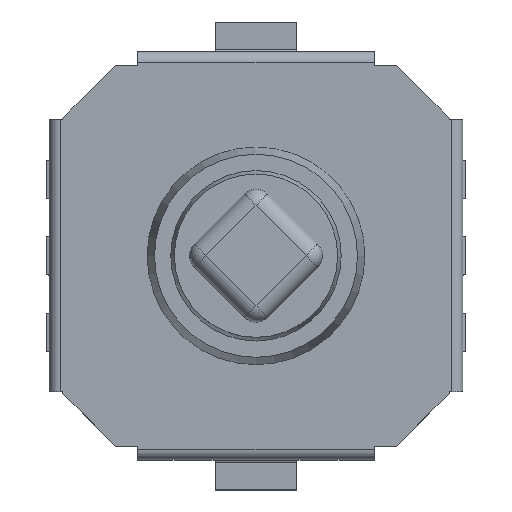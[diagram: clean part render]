
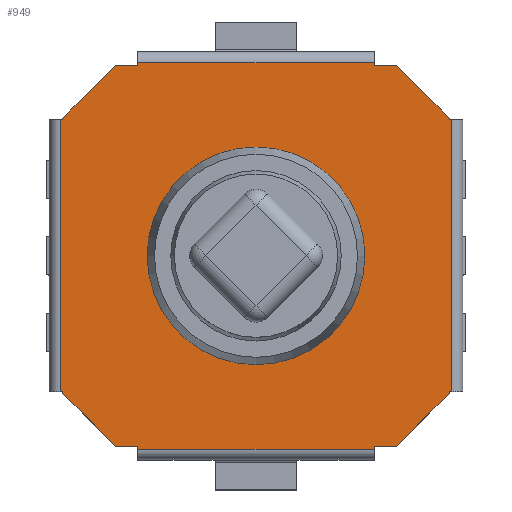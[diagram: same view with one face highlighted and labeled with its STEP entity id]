
A CAD part, top view. The second image highlights one B-rep face of the part: STEP entity #949.
In plain terms, the highlighted planar face has unit normal (0, 0, 1).
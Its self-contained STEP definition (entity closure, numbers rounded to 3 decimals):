
#409 = VERTEX_POINT('',#410);
#410 = CARTESIAN_POINT('',(2.175,3.5,1.9));
#416 = EDGE_CURVE('',#409,#417,#419,.T.);
#417 = VERTEX_POINT('',#418);
#418 = CARTESIAN_POINT('',(2.175,3.55,1.9));
#419 = LINE('',#420,#421);
#420 = CARTESIAN_POINT('',(2.175,3.5,1.9));
#421 = VECTOR('',#422,1.);
#422 = DIRECTION('',(0.,1.,0.));
#466 = EDGE_CURVE('',#417,#467,#469,.T.);
#467 = VERTEX_POINT('',#468);
#468 = CARTESIAN_POINT('',(-2.175,3.55,1.9));
#469 = LINE('',#470,#471);
#470 = CARTESIAN_POINT('',(2.175,3.55,1.9));
#471 = VECTOR('',#472,1.);
#472 = DIRECTION('',(-1.,0.,0.));
#501 = EDGE_CURVE('',#467,#502,#504,.T.);
#502 = VERTEX_POINT('',#503);
#503 = CARTESIAN_POINT('',(-2.175,3.5,1.9));
#504 = LINE('',#505,#506);
#505 = CARTESIAN_POINT('',(-2.175,3.75,1.9));
#506 = VECTOR('',#507,1.);
#507 = DIRECTION('',(0.,-1.,0.));
#931 = VERTEX_POINT('',#932);
#932 = CARTESIAN_POINT('',(2.581,3.5,1.9));
#938 = EDGE_CURVE('',#931,#409,#939,.T.);
#939 = LINE('',#940,#941);
#940 = CARTESIAN_POINT('',(2.581,3.5,1.9));
#941 = VECTOR('',#942,1.);
#942 = DIRECTION('',(-1.,0.,0.));
#949 = ADVANCED_FACE('',(#950,#1114),#1125,.T.);
#950 = FACE_BOUND('',#951,.T.);
#951 = EDGE_LOOP('',(#952,#962,#970,#978,#986,#994,#1002,#1010,#1018,
    #1026,#1034,#1042,#1050,#1058,#1066,#1074,#1082,#1088,#1089,#1090,
    #1091,#1092,#1100,#1108));
#952 = ORIENTED_EDGE('',*,*,#953,.T.);
#953 = EDGE_CURVE('',#954,#956,#958,.T.);
#954 = VERTEX_POINT('',#955);
#955 = CARTESIAN_POINT('',(-3.55,2.5,1.9));
#956 = VERTEX_POINT('',#957);
#957 = CARTESIAN_POINT('',(-3.6,2.5,1.9));
#958 = LINE('',#959,#960);
#959 = CARTESIAN_POINT('',(-3.55,2.5,1.9));
#960 = VECTOR('',#961,1.);
#961 = DIRECTION('',(-1.,0.,0.));
#962 = ORIENTED_EDGE('',*,*,#963,.T.);
#963 = EDGE_CURVE('',#956,#964,#966,.T.);
#964 = VERTEX_POINT('',#965);
#965 = CARTESIAN_POINT('',(-3.6,-2.5,1.9));
#966 = LINE('',#967,#968);
#967 = CARTESIAN_POINT('',(-3.6,2.5,1.9));
#968 = VECTOR('',#969,1.);
#969 = DIRECTION('',(0.,-1.,0.));
#970 = ORIENTED_EDGE('',*,*,#971,.T.);
#971 = EDGE_CURVE('',#964,#972,#974,.T.);
#972 = VERTEX_POINT('',#973);
#973 = CARTESIAN_POINT('',(-3.55,-2.5,1.9));
#974 = LINE('',#975,#976);
#975 = CARTESIAN_POINT('',(-3.8,-2.5,1.9));
#976 = VECTOR('',#977,1.);
#977 = DIRECTION('',(1.,0.,0.));
#978 = ORIENTED_EDGE('',*,*,#979,.T.);
#979 = EDGE_CURVE('',#972,#980,#982,.T.);
#980 = VERTEX_POINT('',#981);
#981 = CARTESIAN_POINT('',(-3.55,-2.531,1.9));
#982 = LINE('',#983,#984);
#983 = CARTESIAN_POINT('',(-3.55,-2.5,1.9));
#984 = VECTOR('',#985,1.);
#985 = DIRECTION('',(0.,-1.,0.));
#986 = ORIENTED_EDGE('',*,*,#987,.T.);
#987 = EDGE_CURVE('',#980,#988,#990,.T.);
#988 = VERTEX_POINT('',#989);
#989 = CARTESIAN_POINT('',(-2.581,-3.5,1.9));
#990 = LINE('',#991,#992);
#991 = CARTESIAN_POINT('',(-3.55,-2.531,1.9));
#992 = VECTOR('',#993,1.);
#993 = DIRECTION('',(0.707,-0.707,0.));
#994 = ORIENTED_EDGE('',*,*,#995,.T.);
#995 = EDGE_CURVE('',#988,#996,#998,.T.);
#996 = VERTEX_POINT('',#997);
#997 = CARTESIAN_POINT('',(-2.175,-3.5,1.9));
#998 = LINE('',#999,#1000);
#999 = CARTESIAN_POINT('',(-2.581,-3.5,1.9));
#1000 = VECTOR('',#1001,1.);
#1001 = DIRECTION('',(1.,0.,0.));
#1002 = ORIENTED_EDGE('',*,*,#1003,.T.);
#1003 = EDGE_CURVE('',#996,#1004,#1006,.T.);
#1004 = VERTEX_POINT('',#1005);
#1005 = CARTESIAN_POINT('',(-2.175,-3.55,1.9));
#1006 = LINE('',#1007,#1008);
#1007 = CARTESIAN_POINT('',(-2.175,-3.5,1.9));
#1008 = VECTOR('',#1009,1.);
#1009 = DIRECTION('',(0.,-1.,0.));
#1010 = ORIENTED_EDGE('',*,*,#1011,.T.);
#1011 = EDGE_CURVE('',#1004,#1012,#1014,.T.);
#1012 = VERTEX_POINT('',#1013);
#1013 = CARTESIAN_POINT('',(2.175,-3.55,1.9));
#1014 = LINE('',#1015,#1016);
#1015 = CARTESIAN_POINT('',(-2.175,-3.55,1.9));
#1016 = VECTOR('',#1017,1.);
#1017 = DIRECTION('',(1.,0.,0.));
#1018 = ORIENTED_EDGE('',*,*,#1019,.T.);
#1019 = EDGE_CURVE('',#1012,#1020,#1022,.T.);
#1020 = VERTEX_POINT('',#1021);
#1021 = CARTESIAN_POINT('',(2.175,-3.5,1.9));
#1022 = LINE('',#1023,#1024);
#1023 = CARTESIAN_POINT('',(2.175,-3.75,1.9));
#1024 = VECTOR('',#1025,1.);
#1025 = DIRECTION('',(0.,1.,0.));
#1026 = ORIENTED_EDGE('',*,*,#1027,.T.);
#1027 = EDGE_CURVE('',#1020,#1028,#1030,.T.);
#1028 = VERTEX_POINT('',#1029);
#1029 = CARTESIAN_POINT('',(2.581,-3.5,1.9));
#1030 = LINE('',#1031,#1032);
#1031 = CARTESIAN_POINT('',(2.175,-3.5,1.9));
#1032 = VECTOR('',#1033,1.);
#1033 = DIRECTION('',(1.,0.,0.));
#1034 = ORIENTED_EDGE('',*,*,#1035,.T.);
#1035 = EDGE_CURVE('',#1028,#1036,#1038,.T.);
#1036 = VERTEX_POINT('',#1037);
#1037 = CARTESIAN_POINT('',(3.55,-2.531,1.9));
#1038 = LINE('',#1039,#1040);
#1039 = CARTESIAN_POINT('',(2.581,-3.5,1.9));
#1040 = VECTOR('',#1041,1.);
#1041 = DIRECTION('',(0.707,0.707,0.));
#1042 = ORIENTED_EDGE('',*,*,#1043,.T.);
#1043 = EDGE_CURVE('',#1036,#1044,#1046,.T.);
#1044 = VERTEX_POINT('',#1045);
#1045 = CARTESIAN_POINT('',(3.55,-2.5,1.9));
#1046 = LINE('',#1047,#1048);
#1047 = CARTESIAN_POINT('',(3.55,-2.531,1.9));
#1048 = VECTOR('',#1049,1.);
#1049 = DIRECTION('',(0.,1.,0.));
#1050 = ORIENTED_EDGE('',*,*,#1051,.T.);
#1051 = EDGE_CURVE('',#1044,#1052,#1054,.T.);
#1052 = VERTEX_POINT('',#1053);
#1053 = CARTESIAN_POINT('',(3.6,-2.5,1.9));
#1054 = LINE('',#1055,#1056);
#1055 = CARTESIAN_POINT('',(3.55,-2.5,1.9));
#1056 = VECTOR('',#1057,1.);
#1057 = DIRECTION('',(1.,0.,0.));
#1058 = ORIENTED_EDGE('',*,*,#1059,.T.);
#1059 = EDGE_CURVE('',#1052,#1060,#1062,.T.);
#1060 = VERTEX_POINT('',#1061);
#1061 = CARTESIAN_POINT('',(3.6,2.5,1.9));
#1062 = LINE('',#1063,#1064);
#1063 = CARTESIAN_POINT('',(3.6,-2.5,1.9));
#1064 = VECTOR('',#1065,1.);
#1065 = DIRECTION('',(0.,1.,0.));
#1066 = ORIENTED_EDGE('',*,*,#1067,.T.);
#1067 = EDGE_CURVE('',#1060,#1068,#1070,.T.);
#1068 = VERTEX_POINT('',#1069);
#1069 = CARTESIAN_POINT('',(3.55,2.5,1.9));
#1070 = LINE('',#1071,#1072);
#1071 = CARTESIAN_POINT('',(3.8,2.5,1.9));
#1072 = VECTOR('',#1073,1.);
#1073 = DIRECTION('',(-1.,0.,0.));
#1074 = ORIENTED_EDGE('',*,*,#1075,.T.);
#1075 = EDGE_CURVE('',#1068,#1076,#1078,.T.);
#1076 = VERTEX_POINT('',#1077);
#1077 = CARTESIAN_POINT('',(3.55,2.531,1.9));
#1078 = LINE('',#1079,#1080);
#1079 = CARTESIAN_POINT('',(3.55,2.5,1.9));
#1080 = VECTOR('',#1081,1.);
#1081 = DIRECTION('',(0.,1.,0.));
#1082 = ORIENTED_EDGE('',*,*,#1083,.T.);
#1083 = EDGE_CURVE('',#1076,#931,#1084,.T.);
#1084 = LINE('',#1085,#1086);
#1085 = CARTESIAN_POINT('',(3.55,2.531,1.9));
#1086 = VECTOR('',#1087,1.);
#1087 = DIRECTION('',(-0.707,0.707,0.));
#1088 = ORIENTED_EDGE('',*,*,#938,.T.);
#1089 = ORIENTED_EDGE('',*,*,#416,.T.);
#1090 = ORIENTED_EDGE('',*,*,#466,.T.);
#1091 = ORIENTED_EDGE('',*,*,#501,.T.);
#1092 = ORIENTED_EDGE('',*,*,#1093,.T.);
#1093 = EDGE_CURVE('',#502,#1094,#1096,.T.);
#1094 = VERTEX_POINT('',#1095);
#1095 = CARTESIAN_POINT('',(-2.581,3.5,1.9));
#1096 = LINE('',#1097,#1098);
#1097 = CARTESIAN_POINT('',(-2.175,3.5,1.9));
#1098 = VECTOR('',#1099,1.);
#1099 = DIRECTION('',(-1.,0.,0.));
#1100 = ORIENTED_EDGE('',*,*,#1101,.T.);
#1101 = EDGE_CURVE('',#1094,#1102,#1104,.T.);
#1102 = VERTEX_POINT('',#1103);
#1103 = CARTESIAN_POINT('',(-3.55,2.531,1.9));
#1104 = LINE('',#1105,#1106);
#1105 = CARTESIAN_POINT('',(-2.581,3.5,1.9));
#1106 = VECTOR('',#1107,1.);
#1107 = DIRECTION('',(-0.707,-0.707,0.));
#1108 = ORIENTED_EDGE('',*,*,#1109,.T.);
#1109 = EDGE_CURVE('',#1102,#954,#1110,.T.);
#1110 = LINE('',#1111,#1112);
#1111 = CARTESIAN_POINT('',(-3.55,2.531,1.9));
#1112 = VECTOR('',#1113,1.);
#1113 = DIRECTION('',(0.,-1.,0.));
#1114 = FACE_BOUND('',#1115,.T.);
#1115 = EDGE_LOOP('',(#1116));
#1116 = ORIENTED_EDGE('',*,*,#1117,.F.);
#1117 = EDGE_CURVE('',#1118,#1118,#1120,.T.);
#1118 = VERTEX_POINT('',#1119);
#1119 = CARTESIAN_POINT('',(-2.,0.,1.9));
#1120 = CIRCLE('',#1121,2.);
#1121 = AXIS2_PLACEMENT_3D('',#1122,#1123,#1124);
#1122 = CARTESIAN_POINT('',(0.,0.,1.9));
#1123 = DIRECTION('',(0.,0.,1.));
#1124 = DIRECTION('',(-1.,0.,0.));
#1125 = PLANE('',#1126);
#1126 = AXIS2_PLACEMENT_3D('',#1127,#1128,#1129);
#1127 = CARTESIAN_POINT('',(0.,0.,1.9
    ));
#1128 = DIRECTION('',(0.,0.,1.));
#1129 = DIRECTION('',(1.,0.,0.));
